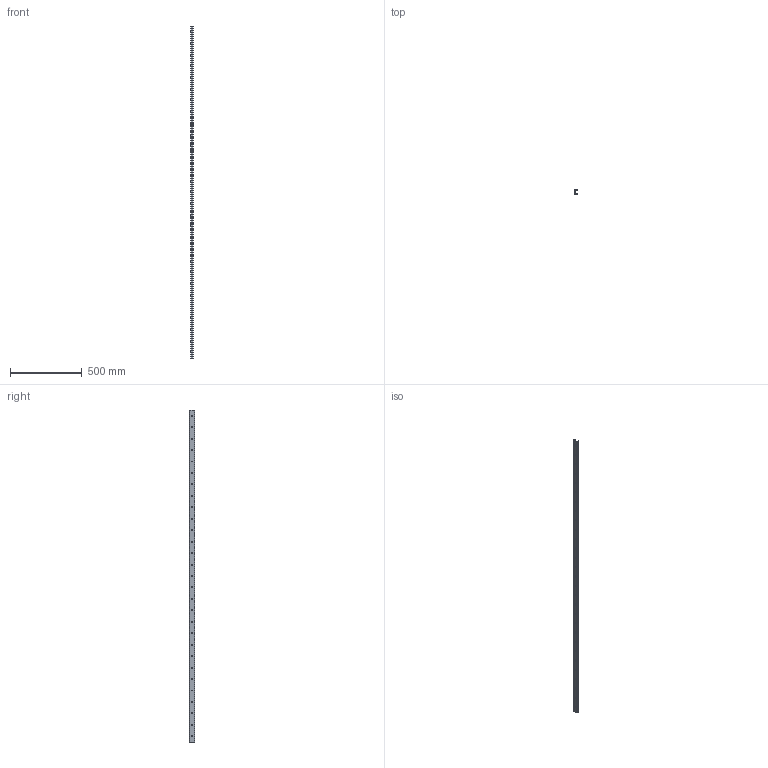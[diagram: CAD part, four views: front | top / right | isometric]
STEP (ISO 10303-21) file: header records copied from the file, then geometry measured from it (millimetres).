
FILE_DESCRIPTION(/* description */ ('Alibre Inc.'),/* implementation_level */ '2;1');
FILE_NAME(/* name */ 'export0',/* time_stamp */ '2010-12-08T16:55:40+01:00',/* author */ (''),/* organization */ (''),/* preprocessor_version */ 'ST-DEVELOPER v10',/* originating_system */ 'Alibre',/* authorisation */ '');
FILE_SCHEMA (('AUTOMOTIVE_DESIGN'));
Length unit declared in the file: millimetre
Bounding box: 16.5 x 35 x 2320 mm (x, y, z)
Volume: 504831.1 mm3; surface area: 291959.9 mm2
Topology: 1 solids, 1 shells, 86 faces, 252 edges, 168 vertices
Faces by surface type: cylinder 42, cone 29, plane 15
Full cylindrical faces by diameter (mm): 6.6 x29
Entity records: 2474 total; most frequent: DIRECTION 435, CARTESIAN_POINT 390, ORIENTED_EDGE 330, EDGE_LOOP 202, FACE_BOUND 202, AXIS2_PLACEMENT_3D 199, EDGE_CURVE 165, VERTEX_POINT 139
